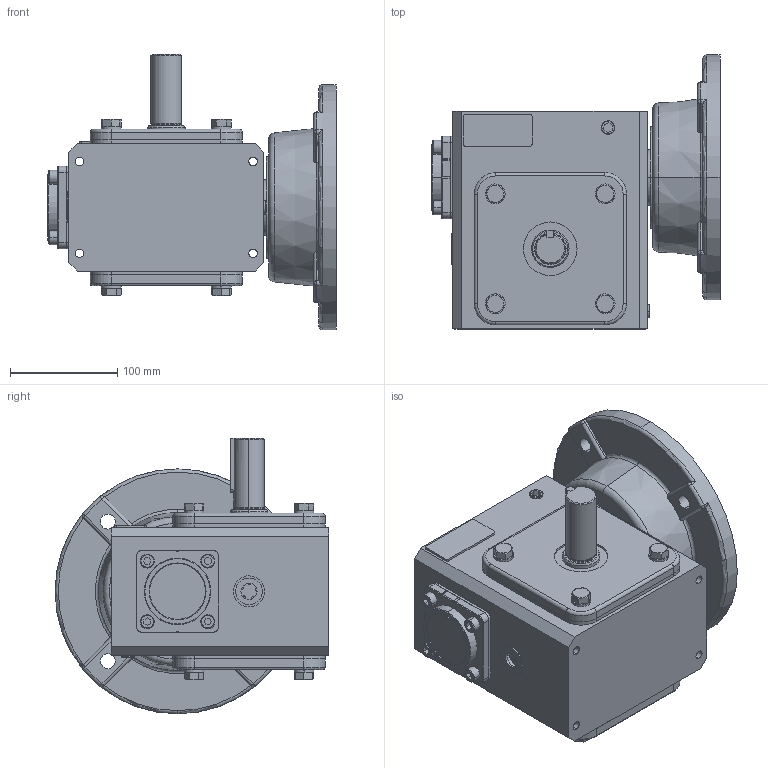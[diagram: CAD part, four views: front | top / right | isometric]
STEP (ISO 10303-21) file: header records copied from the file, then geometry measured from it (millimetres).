
FILE_DESCRIPTION (( 'STEP AP203' ), '1' );
FILE_NAME ('HdRF262-L-182-184TC.STEP', '2013-10-03T09:33:26', ( 'User' ), ( 'Chenta' ), 'SwSTEP 2.0', 'SolidWorks 2011', '' );
FILE_SCHEMA (( 'CONFIG_CONTROL_DESIGN' ));
Length unit declared in the file: millimetre
Products named in the file (1): HdRF262-L-182-184TC
Bounding box: 269 x 255.6 x 257.3 mm (x, y, z)
Surface area: 380071.8 mm2 (no closed solid volume)
Topology: 0 solids, 38 shells, 464 faces, 1295 edges, 876 vertices
Faces by surface type: plane 214, cylinder 152, cone 56, torus 34, sphere 8
Entity records: 15676 total; most frequent: CARTESIAN_POINT 3603, DIRECTION 2623, ORIENTED_EDGE 2219, EDGE_CURVE 1287, AXIS2_PLACEMENT_3D 976, VERTEX_POINT 872, VECTOR 671, LINE 671
